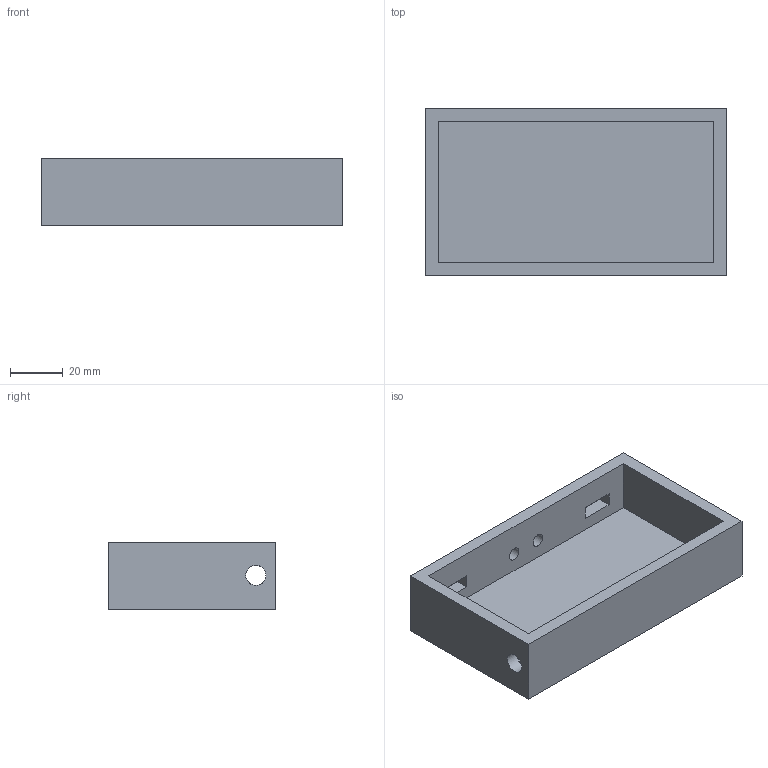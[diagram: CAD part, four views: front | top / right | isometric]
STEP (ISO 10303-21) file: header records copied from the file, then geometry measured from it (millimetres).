
FILE_DESCRIPTION(/* description */ (''),/* implementation_level */ '2;1');
FILE_NAME(/* name */ 'Spectre Link Base.step',/* time_stamp */ '2026-02-05T13:22:20-06:00',/* author */ (''),/* organization */ (''),/* preprocessor_version */ 'ST-DEVELOPER v20.1',/* originating_system */ 'Autodesk Translation Framework v14.24.0.0',/* authorisation */ '');
FILE_SCHEMA (('AUTOMOTIVE_DESIGN { 1 0 10303 214 3 1 1 }'));
Length unit declared in the file: inch
Products named in the file (1): 2026-02-05-11-08-18-554
Bounding box: 114.3 x 63.5 x 25.4 mm (x, y, z)
Volume: 68709.7 mm3; surface area: 30303.3 mm2
Topology: 1 solids, 1 shells, 23 faces, 66 edges, 44 vertices
Faces by surface type: plane 20, cylinder 3
Full cylindrical faces by diameter (mm): 5.08 x2, 7.62 x1
Entity records: 809 total; most frequent: CARTESIAN_POINT 134, ORIENTED_EDGE 132, DIRECTION 124, EDGE_CURVE 66, LINE 56, VECTOR 56, VERTEX_POINT 44, EDGE_LOOP 34
